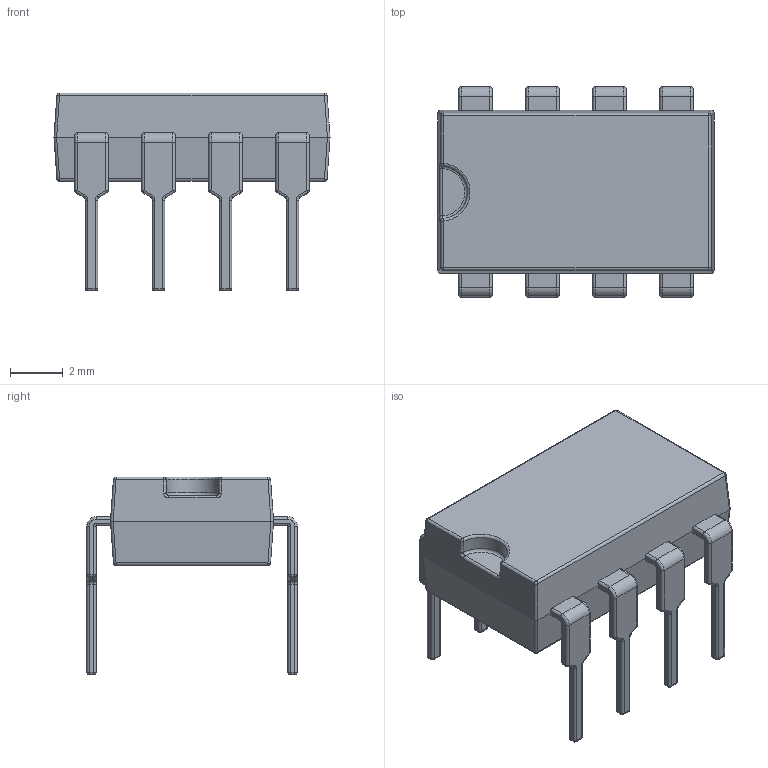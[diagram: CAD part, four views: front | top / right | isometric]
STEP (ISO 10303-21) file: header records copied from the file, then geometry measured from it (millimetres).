
FILE_DESCRIPTION(/* description */ (''),/* implementation_level */ '2;1');
FILE_NAME(/* name */ 'DIP-8 W7.62mm Package.STEP',/* time_stamp */ '2019-09-17T07:27:48+02:00',/* author */ ('PCB-Tech'),/* organization */ (''),/* preprocessor_version */ 'ST-DEVELOPER v17',/* originating_system */ 'Autodesk Inventor 2019',/* authorisation */ '');
FILE_SCHEMA (('AUTOMOTIVE_DESIGN { 1 0 10303 214 3 1 1 }'));
Length unit declared in the file: millimetre
Products named in the file (3): DIP-8 W7.62mm Package; DIP-8 W7.62; IC Beinchen
Assembly tree (9 placements, depth 2):
  DIP-8 W7.62mm Package
    IC Beinchen  x8
    DIP-8 W7.62
Bounding box: 10.46 x 7.97 x 7.5 mm (x, y, z)
Volume: 223.2 mm3; surface area: 395.6 mm2
Topology: 9 solids, 9 shells, 552 faces, 1240 edges, 704 vertices
Faces by surface type: cylinder 259, plane 147, sphere 74, torus 66, bspline 6
Entity records: 5594 total; most frequent: CARTESIAN_POINT 1262, DIRECTION 948, ORIENTED_EDGE 852, EDGE_CURVE 426, AXIS2_PLACEMENT_3D 350, VERTEX_POINT 256, LINE 248, VECTOR 248
